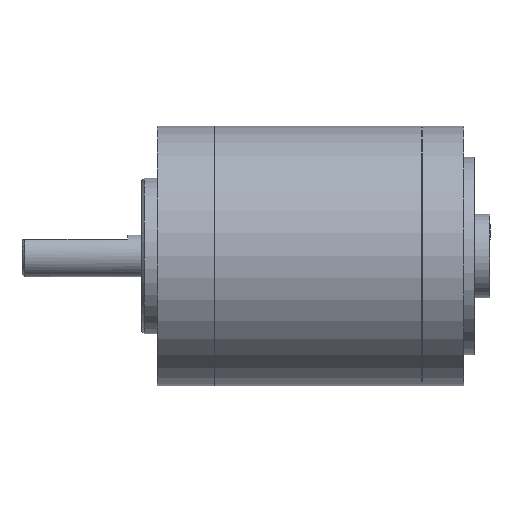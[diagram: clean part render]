
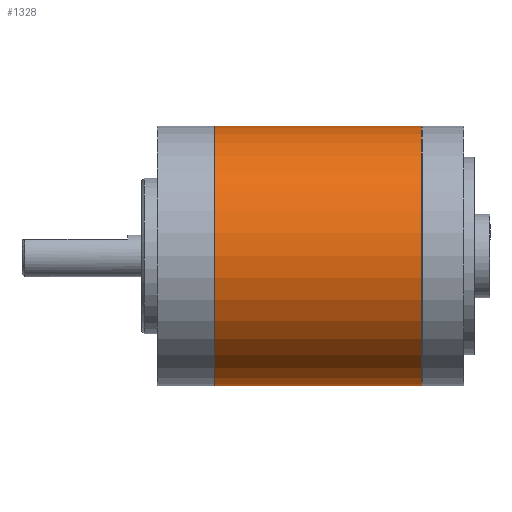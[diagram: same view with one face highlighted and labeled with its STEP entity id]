
A CAD part, top view. The second image highlights one B-rep face of the part: STEP entity #1328.
In plain terms, the highlighted cylindrical face has radius 25 mm (diameter 50 mm), a partial arc.
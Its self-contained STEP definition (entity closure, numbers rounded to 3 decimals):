
#46 = VERTEX_POINT ( 'NONE', #1620 ) ;
#50 = DIRECTION ( 'NONE',  ( 0., -1., 0. ) ) ;
#55 = DIRECTION ( 'NONE',  ( 0., -1., 0. ) ) ;
#183 = DIRECTION ( 'NONE',  ( -1., 0., 0. ) ) ;
#227 = CARTESIAN_POINT ( 'NONE',  ( -52.9, -25., 0. ) ) ;
#399 = CARTESIAN_POINT ( 'NONE',  ( -92., -25., 0. ) ) ;
#439 = CIRCLE ( 'NONE', #1268, 25. ) ;
#540 = VERTEX_POINT ( 'NONE', #1076 ) ;
#642 = VERTEX_POINT ( 'NONE', #227 ) ;
#717 = VERTEX_POINT ( 'NONE', #2130 ) ;
#748 = CARTESIAN_POINT ( 'NONE',  ( -13.1, 0., 0. ) ) ;
#886 = LINE ( 'NONE', #399, #1383 ) ;
#894 = AXIS2_PLACEMENT_3D ( 'NONE', #2152, #2335, #50 ) ;
#970 = DIRECTION ( 'NONE',  ( 0., -1., 0. ) ) ;
#1028 = EDGE_CURVE ( 'NONE', #540, #717, #1990, .T. ) ;
#1076 = CARTESIAN_POINT ( 'NONE',  ( -13.1, 25., 0. ) ) ;
#1188 = AXIS2_PLACEMENT_3D ( 'NONE', #748, #2170, #970 ) ;
#1227 = CYLINDRICAL_SURFACE ( 'NONE', #894, 25. ) ;
#1268 = AXIS2_PLACEMENT_3D ( 'NONE', #2542, #1367, #55 ) ;
#1328 = ADVANCED_FACE ( 'NONE', ( #2328 ), #1227, .T. ) ;
#1350 = EDGE_CURVE ( 'NONE', #46, #540, #1702, .T. ) ;
#1367 = DIRECTION ( 'NONE',  ( -1., 0., 0. ) ) ;
#1383 = VECTOR ( 'NONE', #1871, 1000. ) ;
#1453 = VECTOR ( 'NONE', #183, 1000. ) ;
#1527 = EDGE_LOOP ( 'NONE', ( #2478, #2511, #2539, #2550 ) ) ;
#1620 = CARTESIAN_POINT ( 'NONE',  ( -13.1, -25., 0. ) ) ;
#1702 = CIRCLE ( 'NONE', #1188, 25. ) ;
#1871 = DIRECTION ( 'NONE',  ( -1., 0., 0. ) ) ;
#1929 = EDGE_CURVE ( 'NONE', #46, #642, #886, .T. ) ;
#1990 = LINE ( 'NONE', #2649, #1453 ) ;
#2130 = CARTESIAN_POINT ( 'NONE',  ( -52.9, 25., 0. ) ) ;
#2152 = CARTESIAN_POINT ( 'NONE',  ( -92., 0., 0. ) ) ;
#2170 = DIRECTION ( 'NONE',  ( -1., 0., 0. ) ) ;
#2328 = FACE_OUTER_BOUND ( 'NONE', #1527, .T. ) ;
#2335 = DIRECTION ( 'NONE',  ( -1., 0., 0. ) ) ;
#2478 = ORIENTED_EDGE ( 'NONE', *, *, #1350, .T. ) ;
#2495 = EDGE_CURVE ( 'NONE', #642, #717, #439, .T. ) ;
#2511 = ORIENTED_EDGE ( 'NONE', *, *, #1028, .T. ) ;
#2539 = ORIENTED_EDGE ( 'NONE', *, *, #2495, .F. ) ;
#2542 = CARTESIAN_POINT ( 'NONE',  ( -52.9, 0., 0. ) ) ;
#2550 = ORIENTED_EDGE ( 'NONE', *, *, #1929, .F. ) ;
#2649 = CARTESIAN_POINT ( 'NONE',  ( -92., 25., 0. ) ) ;
